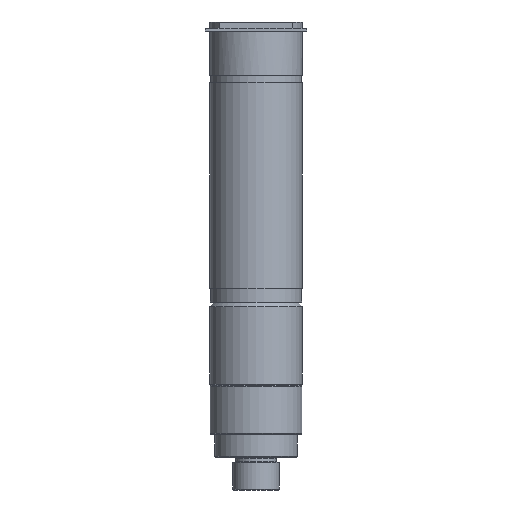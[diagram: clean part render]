
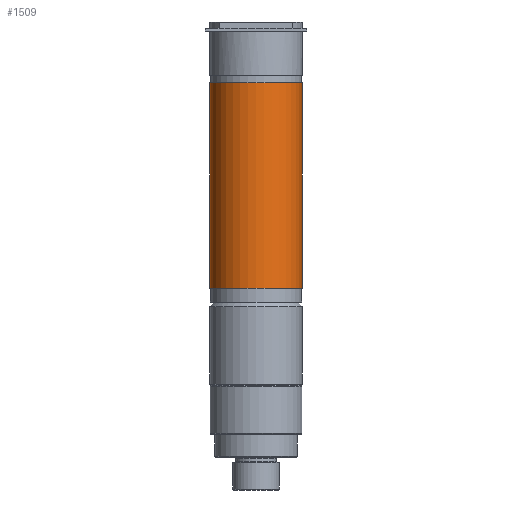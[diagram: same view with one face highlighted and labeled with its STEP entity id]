
A CAD part, front view. The second image highlights one B-rep face of the part: STEP entity #1509.
In plain terms, the highlighted cylindrical face has radius 5 mm (diameter 10 mm), a full revolution.
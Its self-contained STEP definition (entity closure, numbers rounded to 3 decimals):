
#414=FACE_BOUND('',#609,.T.);
#497=FACE_OUTER_BOUND('',#608,.T.);
#608=EDGE_LOOP('',(#1325));
#609=EDGE_LOOP('',(#1326));
#645=CIRCLE('',#1623,5.);
#646=CIRCLE('',#1626,5.);
#777=VERTEX_POINT('',#2408);
#778=VERTEX_POINT('',#2412);
#961=EDGE_CURVE('',#777,#777,#645,.T.);
#962=EDGE_CURVE('',#778,#778,#646,.T.);
#1325=ORIENTED_EDGE('',*,*,#962,.F.);
#1326=ORIENTED_EDGE('',*,*,#961,.F.);
#1342=CYLINDRICAL_SURFACE('',#1628,5.);
#1509=ADVANCED_FACE('',(#497,#414),#1342,.T.);
#1623=AXIS2_PLACEMENT_3D('',#2409,#2001,#2002);
#1626=AXIS2_PLACEMENT_3D('',#2413,#2007,#2008);
#1628=AXIS2_PLACEMENT_3D('',#2416,#2011,#2012);
#2001=DIRECTION('center_axis',(0.,0.,
-1.));
#2002=DIRECTION('ref_axis',(1.,0.,0.));
#2007=DIRECTION('center_axis',(0.,0.,
1.));
#2008=DIRECTION('ref_axis',(1.,0.,0.));
#2011=DIRECTION('center_axis',(0.,0.,
1.));
#2012=DIRECTION('ref_axis',(1.,0.,0.));
#2408=CARTESIAN_POINT('',(5.,0.,18.35));
#2409=CARTESIAN_POINT('Origin',(0.,0.,
18.35));
#2412=CARTESIAN_POINT('',(0.,-5.,40.65));
#2413=CARTESIAN_POINT('Origin',(0.,0.,
40.65));
#2416=CARTESIAN_POINT('Origin',(0.,0.,
18.35));
